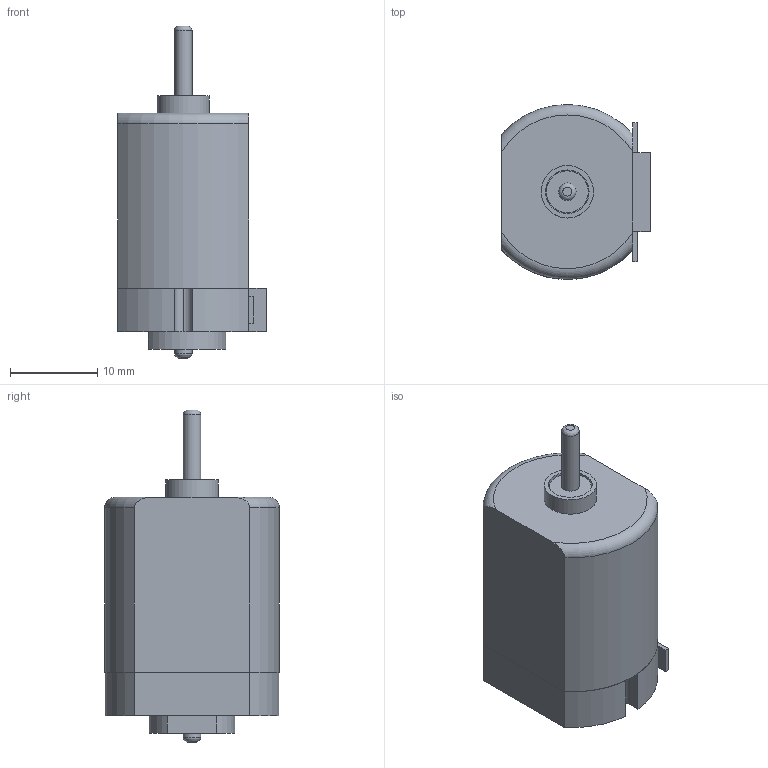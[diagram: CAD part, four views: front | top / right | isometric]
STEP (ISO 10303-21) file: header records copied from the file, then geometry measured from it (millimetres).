
FILE_DESCRIPTION(/* description */ (''),/* implementation_level */ '2;1');
FILE_NAME(/* name */ '711 DC Toy Motor.step',/* time_stamp */ '2018-07-07T12:41:35-04:00',/* author */ ('Adafruit'),/* organization */ (''),/* preprocessor_version */ 'ST-DEVELOPER v17',/* originating_system */ 'Autodesk Translation Framework v7.1.0.215',/* authorisation */ '');
FILE_SCHEMA (('AUTOMOTIVE_DESIGN { 1 0 10303 214 3 1 1 }'));
Length unit declared in the file: millimetre
Products named in the file (1): DC Toy Motor 711
Bounding box: 17 x 20 x 38 mm (x, y, z)
Volume: 6976.4 mm3; surface area: 2905.6 mm2
Topology: 2 solids, 2 shells, 64 faces, 159 edges, 104 vertices
Faces by surface type: plane 42, cylinder 18, torus 2, bspline 2
Full cylindrical faces by diameter (mm): 1 x2, 2 x2, 4.8 x1, 5 x1, 6 x1
Entity records: 2024 total; most frequent: CARTESIAN_POINT 416, DIRECTION 331, ORIENTED_EDGE 318, EDGE_CURVE 159, AXIS2_PLACEMENT_3D 113, LINE 105, VECTOR 105, VERTEX_POINT 104
